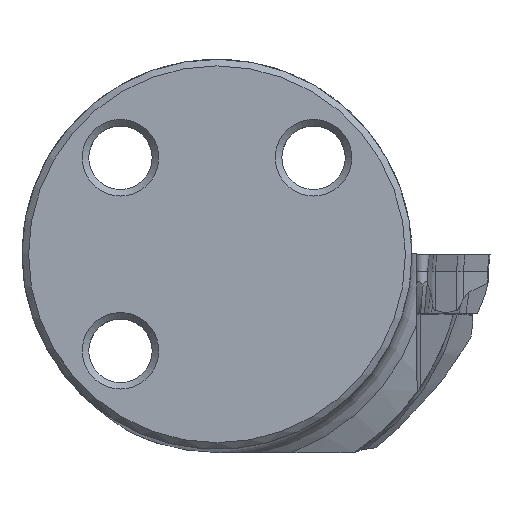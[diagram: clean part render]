
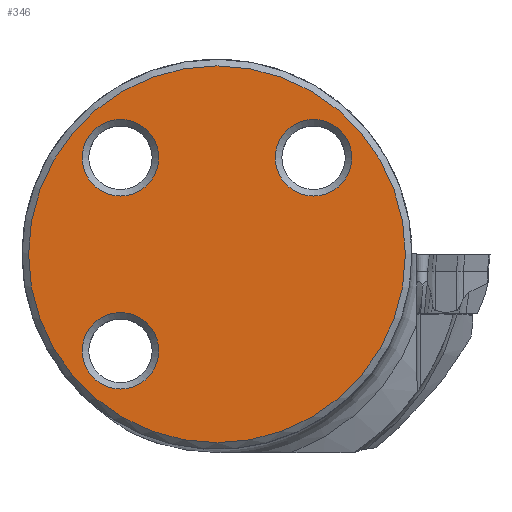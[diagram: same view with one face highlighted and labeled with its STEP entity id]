
A CAD part, top view. The second image highlights one B-rep face of the part: STEP entity #346.
In plain terms, the highlighted planar face has unit normal (0, 0, 1).
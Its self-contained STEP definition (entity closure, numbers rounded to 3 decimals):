
#94=FACE_BOUND('',#631,.T.);
#95=FACE_BOUND('',#632,.T.);
#96=FACE_BOUND('',#633,.T.);
#97=FACE_BOUND('',#634,.T.);
#235=PLANE('',#2609);
#346=ADVANCED_FACE('',(#94,#95,#96,#97),#235,.F.);
#631=EDGE_LOOP('',(#1390));
#632=EDGE_LOOP('',(#1391));
#633=EDGE_LOOP('',(#1392));
#634=EDGE_LOOP('',(#1393));
#724=CIRCLE('',#2604,19.325);
#725=CIRCLE('',#2606,3.925);
#726=CIRCLE('',#2607,3.925);
#727=CIRCLE('',#2608,3.925);
#1390=ORIENTED_EDGE('',*,*,#2081,.F.);
#1391=ORIENTED_EDGE('',*,*,#2082,.T.);
#1392=ORIENTED_EDGE('',*,*,#2083,.F.);
#1393=ORIENTED_EDGE('',*,*,#2080,.F.);
#1764=VERTEX_POINT('',#5004);
#1765=VERTEX_POINT('',#5007);
#1766=VERTEX_POINT('',#5009);
#1767=VERTEX_POINT('',#5011);
#2080=EDGE_CURVE('',#1764,#1764,#724,.T.);
#2081=EDGE_CURVE('',#1765,#1765,#725,.T.);
#2082=EDGE_CURVE('',#1766,#1766,#726,.T.);
#2083=EDGE_CURVE('',#1767,#1767,#727,.T.);
#2604=AXIS2_PLACEMENT_3D('',#5003,#3045,#3046);
#2606=AXIS2_PLACEMENT_3D('',#5006,#3049,#3050);
#2607=AXIS2_PLACEMENT_3D('',#5008,#3051,#3052);
#2608=AXIS2_PLACEMENT_3D('',#5010,#3053,#3054);
#2609=AXIS2_PLACEMENT_3D('',#5012,#3055,#3056);
#3045=DIRECTION('',(0.,0.,-1.));
#3046=DIRECTION('',(1.,0.,0.));
#3049=DIRECTION('',(0.,0.,1.));
#3050=DIRECTION('',(1.,0.,0.));
#3051=DIRECTION('',(0.,0.,-1.));
#3052=DIRECTION('',(1.,0.,0.));
#3053=DIRECTION('',(0.,0.,1.));
#3054=DIRECTION('',(1.,0.,0.));
#3055=DIRECTION('',(0.,0.,-1.));
#3056=DIRECTION('',(1.,0.,0.));
#5003=CARTESIAN_POINT('',(0.,0.,0.));
#5004=CARTESIAN_POINT('',(19.325,0.,0.));
#5006=CARTESIAN_POINT('',(-9.899,-9.899,0.));
#5007=CARTESIAN_POINT('',(-5.974,-9.899,0.));
#5008=CARTESIAN_POINT('',(-9.899,9.899,0.));
#5009=CARTESIAN_POINT('',(-5.974,9.899,0.));
#5010=CARTESIAN_POINT('',(9.899,9.899,0.));
#5011=CARTESIAN_POINT('',(13.824,9.899,0.));
#5012=CARTESIAN_POINT('',(0.,0.,0.));
